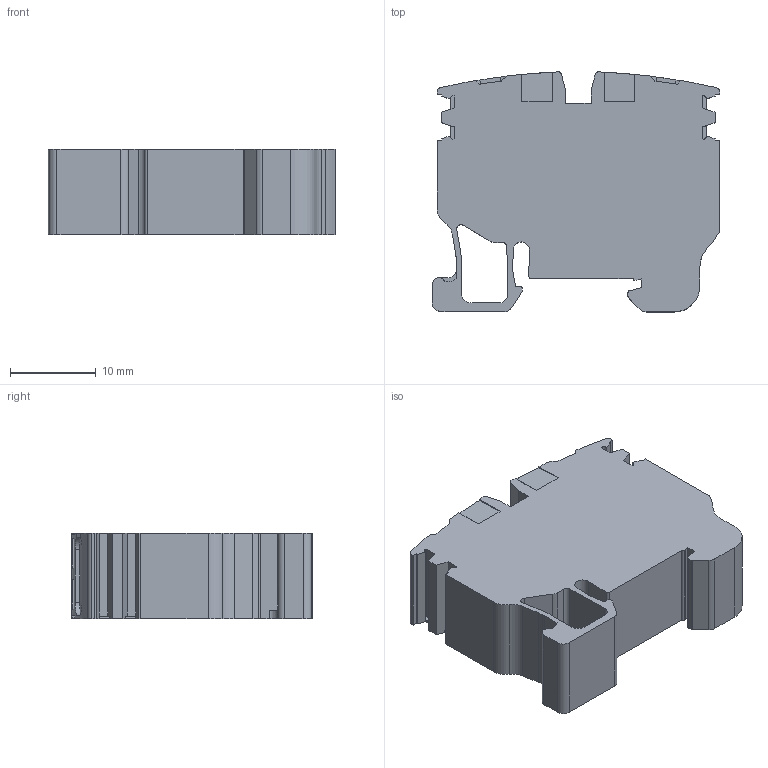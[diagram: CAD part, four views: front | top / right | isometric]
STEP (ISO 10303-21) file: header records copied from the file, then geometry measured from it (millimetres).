
FILE_DESCRIPTION (( 'STEP AP214' ), '1' );
FILE_NAME ('306470_MYK 2,5 C_Beige.STP', '2014-10-09T07:24:35', ( '' ), ( '' ), 'SwSTEP 2.0', 'SolidWorks 2014', '' );
FILE_SCHEMA (( 'AUTOMOTIVE_DESIGN' ));
Length unit declared in the file: millimetre
Products named in the file (1): 306470_MYK 2,5 C_Beige
Bounding box: 33.54 x 28.03 x 9.95 mm (x, y, z)
Volume: 7125.4 mm3; surface area: 3548 mm2
Topology: 1 solids, 1 shells, 180 faces, 520 edges, 346 vertices
Faces by surface type: plane 124, cylinder 56
Entity records: 6085 total; most frequent: CARTESIAN_POINT 1245, ORIENTED_EDGE 1040, DIRECTION 975, EDGE_CURVE 520, LINE 379, VECTOR 379, VERTEX_POINT 346, AXIS2_PLACEMENT_3D 298
